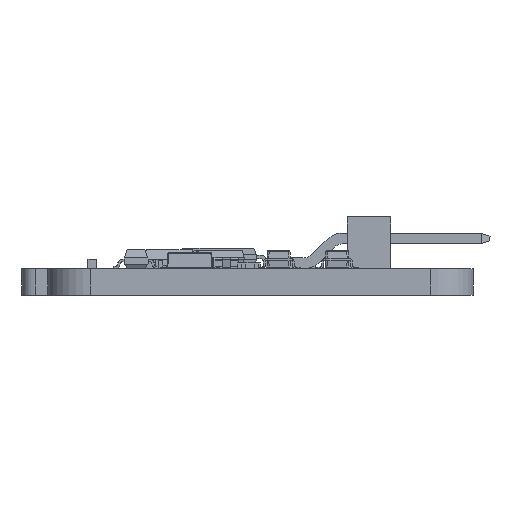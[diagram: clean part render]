
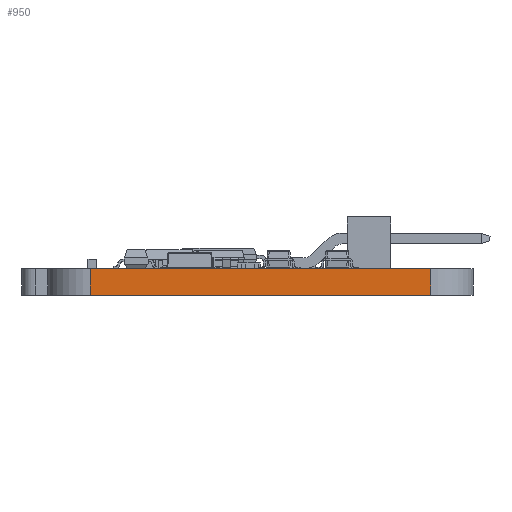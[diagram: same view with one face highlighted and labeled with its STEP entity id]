
A CAD part, left-side view. The second image highlights one B-rep face of the part: STEP entity #950.
In plain terms, the highlighted planar face has unit normal (-1, 0, 0).
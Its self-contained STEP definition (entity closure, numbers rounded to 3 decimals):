
#177 = EDGE_CURVE('',#178,#180,#182,.T.);
#178 = VERTEX_POINT('',#179);
#179 = CARTESIAN_POINT('',(9.25,6.75,0.));
#180 = VERTEX_POINT('',#181);
#181 = CARTESIAN_POINT('',(9.25,6.75,1.545));
#182 = LINE('',#183,#184);
#183 = CARTESIAN_POINT('',(9.25,6.75,0.));
#184 = VECTOR('',#185,1.);
#185 = DIRECTION('',(0.,0.,1.));
#923 = VERTEX_POINT('',#924);
#924 = CARTESIAN_POINT('',(9.25,26.75,1.545));
#931 = EDGE_CURVE('',#932,#923,#934,.T.);
#932 = VERTEX_POINT('',#933);
#933 = CARTESIAN_POINT('',(9.25,26.75,0.));
#934 = LINE('',#935,#936);
#935 = CARTESIAN_POINT('',(9.25,26.75,0.));
#936 = VECTOR('',#937,1.);
#937 = DIRECTION('',(0.,0.,1.));
#950 = ADVANCED_FACE('',(#951),#967,.F.);
#951 = FACE_BOUND('',#952,.F.);
#952 = EDGE_LOOP('',(#953,#954,#960,#961));
#953 = ORIENTED_EDGE('',*,*,#931,.T.);
#954 = ORIENTED_EDGE('',*,*,#955,.T.);
#955 = EDGE_CURVE('',#923,#180,#956,.T.);
#956 = LINE('',#957,#958);
#957 = CARTESIAN_POINT('',(9.25,26.75,1.545));
#958 = VECTOR('',#959,1.);
#959 = DIRECTION('',(0.,-1.,0.));
#960 = ORIENTED_EDGE('',*,*,#177,.F.);
#961 = ORIENTED_EDGE('',*,*,#962,.F.);
#962 = EDGE_CURVE('',#932,#178,#963,.T.);
#963 = LINE('',#964,#965);
#964 = CARTESIAN_POINT('',(9.25,26.75,0.));
#965 = VECTOR('',#966,1.);
#966 = DIRECTION('',(0.,-1.,0.));
#967 = PLANE('',#968);
#968 = AXIS2_PLACEMENT_3D('',#969,#970,#971);
#969 = CARTESIAN_POINT('',(9.25,26.75,0.));
#970 = DIRECTION('',(1.,0.,0.));
#971 = DIRECTION('',(0.,-1.,0.));
